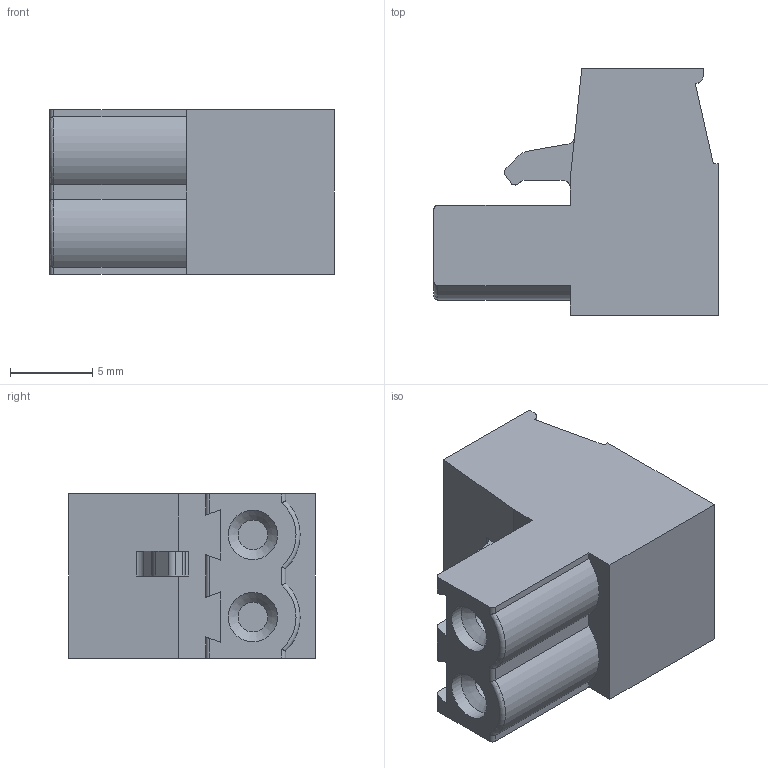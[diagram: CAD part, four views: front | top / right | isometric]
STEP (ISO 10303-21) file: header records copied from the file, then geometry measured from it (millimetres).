
FILE_DESCRIPTION((''),'2;1');
FILE_NAME('Conta-Clip_PKB_950_2_5_00.stp','2012-12-07T11:55:21',('svogel'),(''),'Autodesk Inventor 2011','Autodesk Inventor 2011','');
FILE_SCHEMA(('AUTOMOTIVE_DESIGN { 1 0 10303 214 1 1 1 1 }'));
Length unit declared in the file: millimetre
Products named in the file (1): Conta-Clip_PKB_950_2_5_00
Bounding box: 17.3 x 15 x 10 mm (x, y, z)
Volume: 1549.8 mm3; surface area: 1248.3 mm2
Topology: 1 solids, 1 shells, 94 faces, 238 edges, 152 vertices
Faces by surface type: plane 61, cylinder 21, torus 8, cone 4
Full cylindrical faces by diameter (mm): 1.8 x2, 3 x2, 4 x2
Entity records: 2851 total; most frequent: CARTESIAN_POINT 617, DIRECTION 448, ORIENTED_EDGE 448, EDGE_CURVE 224, VERTEX_POINT 150, VECTOR 150, LINE 150, AXIS2_PLACEMENT_3D 149
